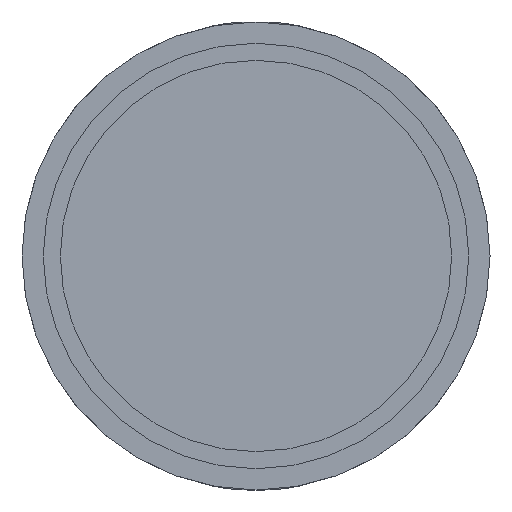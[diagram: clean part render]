
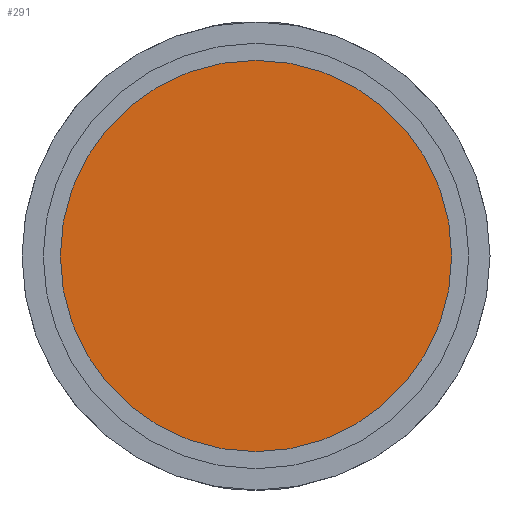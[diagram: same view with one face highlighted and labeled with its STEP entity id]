
A CAD part, front view. The second image highlights one B-rep face of the part: STEP entity #291.
In plain terms, the highlighted planar face has unit normal (0, -1, 0).
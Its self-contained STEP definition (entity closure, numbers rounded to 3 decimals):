
#81 = CARTESIAN_POINT ( 'NONE',  ( 0., 0., 0. ) ) ;
#155 = AXIS2_PLACEMENT_3D ( 'NONE', #617, #548, #477 ) ;
#285 = CARTESIAN_POINT ( 'NONE',  ( 0., 0., 0. ) ) ;
#291 = ADVANCED_FACE ( 'NONE', ( #627 ), #926, .F. ) ;
#312 = DIRECTION ( 'NONE',  ( 0., -1., 0. ) ) ;
#367 = CARTESIAN_POINT ( 'NONE',  ( 0., 0., 23. ) ) ;
#370 = ORIENTED_EDGE ( 'NONE', *, *, #665, .T. ) ;
#377 = VERTEX_POINT ( 'NONE', #367 ) ;
#382 = AXIS2_PLACEMENT_3D ( 'NONE', #285, #916, #570 ) ;
#428 = VERTEX_POINT ( 'NONE', #697 ) ;
#477 = DIRECTION ( 'NONE',  ( 0., 0., -1. ) ) ;
#523 = DIRECTION ( 'NONE',  ( 0., 0., -1. ) ) ;
#525 = AXIS2_PLACEMENT_3D ( 'NONE', #81, #312, #523 ) ;
#548 = DIRECTION ( 'NONE',  ( 0., -1., 0. ) ) ;
#567 = CIRCLE ( 'NONE', #155, 23. ) ;
#570 = DIRECTION ( 'NONE',  ( 0., 0., 1. ) ) ;
#617 = CARTESIAN_POINT ( 'NONE',  ( 0., 0., 0. ) ) ;
#627 = FACE_OUTER_BOUND ( 'NONE', #785, .T. ) ;
#635 = EDGE_CURVE ( 'NONE', #377, #428, #567, .T. ) ;
#657 = ORIENTED_EDGE ( 'NONE', *, *, #635, .T. ) ;
#665 = EDGE_CURVE ( 'NONE', #428, #377, #753, .T. ) ;
#697 = CARTESIAN_POINT ( 'NONE',  ( 0., 0., -23. ) ) ;
#753 = CIRCLE ( 'NONE', #525, 23. ) ;
#785 = EDGE_LOOP ( 'NONE', ( #657, #370 ) ) ;
#916 = DIRECTION ( 'NONE',  ( 0., 1., 0. ) ) ;
#926 = PLANE ( 'NONE',  #382 ) ;
